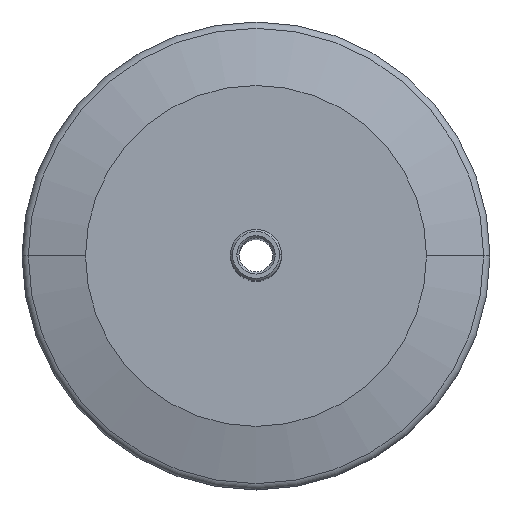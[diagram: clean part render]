
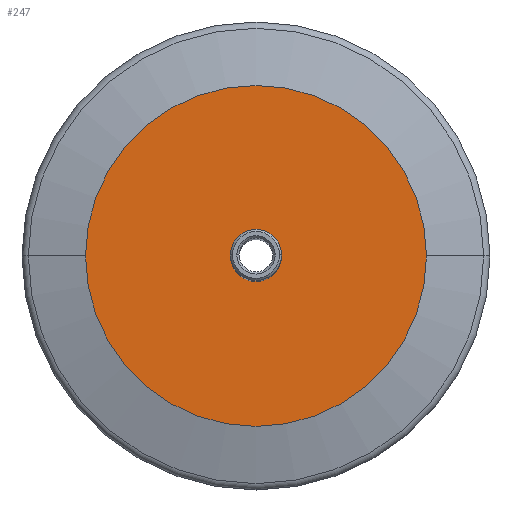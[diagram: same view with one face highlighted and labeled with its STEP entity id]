
A CAD part, top view. The second image highlights one B-rep face of the part: STEP entity #247.
In plain terms, the highlighted planar face has unit normal (0, 0, 1).
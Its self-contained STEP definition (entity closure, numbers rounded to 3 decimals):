
#26 = CARTESIAN_POINT ( 'NONE',  ( 0., 0., 0. ) ) ;
#28 = DIRECTION ( 'NONE',  ( 0., 0., -1. ) ) ;
#29 = DIRECTION ( 'NONE',  ( -1., 0., 0. ) ) ;
#126 = ORIENTED_EDGE ( 'NONE', *, *, #775, .T. ) ;
#160 = VERTEX_POINT ( 'NONE', #429 ) ;
#203 = CIRCLE ( 'NONE', #401, 20.035 ) ;
#247 = ADVANCED_FACE ( 'NONE', ( #834, #1412 ), #441, .F. ) ;
#319 = VERTEX_POINT ( 'NONE', #859 ) ;
#365 = VERTEX_POINT ( 'NONE', #1052 ) ;
#393 = ORIENTED_EDGE ( 'NONE', *, *, #1015, .F. ) ;
#401 = AXIS2_PLACEMENT_3D ( 'NONE', #1308, #1285, #1336 ) ;
#429 = CARTESIAN_POINT ( 'NONE',  ( -20.035, 0., 0. ) ) ;
#431 = AXIS2_PLACEMENT_3D ( 'NONE', #1056, #1084, #1086 ) ;
#441 = PLANE ( 'NONE',  #928 ) ;
#444 = AXIS2_PLACEMENT_3D ( 'NONE', #742, #700, #763 ) ;
#459 = ORIENTED_EDGE ( 'NONE', *, *, #975, .T. ) ;
#498 = CARTESIAN_POINT ( 'NONE',  ( 20.035, 0., 0. ) ) ;
#505 = DIRECTION ( 'NONE',  ( 0., 0., -1. ) ) ;
#508 = DIRECTION ( 'NONE',  ( -1., 0., 0. ) ) ;
#562 = AXIS2_PLACEMENT_3D ( 'NONE', #26, #28, #29 ) ;
#676 = EDGE_LOOP ( 'NONE', ( #785, #393 ) ) ;
#700 = DIRECTION ( 'NONE',  ( 0., 0., -1. ) ) ;
#714 = EDGE_LOOP ( 'NONE', ( #459, #126 ) ) ;
#742 = CARTESIAN_POINT ( 'NONE',  ( 0., 0., 0. ) ) ;
#763 = DIRECTION ( 'NONE',  ( -1., 0., 0. ) ) ;
#775 = EDGE_CURVE ( 'NONE', #319, #1350, #1322, .T. ) ;
#785 = ORIENTED_EDGE ( 'NONE', *, *, #1274, .F. ) ;
#834 = FACE_BOUND ( 'NONE', #714, .T. ) ;
#859 = CARTESIAN_POINT ( 'NONE',  ( -3., 0., 0. ) ) ;
#909 = CIRCLE ( 'NONE', #431, 20.035 ) ;
#928 = AXIS2_PLACEMENT_3D ( 'NONE', #498, #505, #508 ) ;
#975 = EDGE_CURVE ( 'NONE', #1350, #319, #1103, .T. ) ;
#1015 = EDGE_CURVE ( 'NONE', #365, #160, #909, .T. ) ;
#1052 = CARTESIAN_POINT ( 'NONE',  ( 20.035, 0., 0. ) ) ;
#1056 = CARTESIAN_POINT ( 'NONE',  ( 0., 0., 0. ) ) ;
#1084 = DIRECTION ( 'NONE',  ( 0., 0., -1. ) ) ;
#1086 = DIRECTION ( 'NONE',  ( -1., 0., 0. ) ) ;
#1103 = CIRCLE ( 'NONE', #444, 3. ) ;
#1274 = EDGE_CURVE ( 'NONE', #160, #365, #203, .T. ) ;
#1285 = DIRECTION ( 'NONE',  ( 0., 0., -1. ) ) ;
#1308 = CARTESIAN_POINT ( 'NONE',  ( 0., 0., 0. ) ) ;
#1322 = CIRCLE ( 'NONE', #562, 3. ) ;
#1335 = CARTESIAN_POINT ( 'NONE',  ( 3., 0., 0. ) ) ;
#1336 = DIRECTION ( 'NONE',  ( -1., 0., 0. ) ) ;
#1350 = VERTEX_POINT ( 'NONE', #1335 ) ;
#1412 = FACE_OUTER_BOUND ( 'NONE', #676, .T. ) ;
